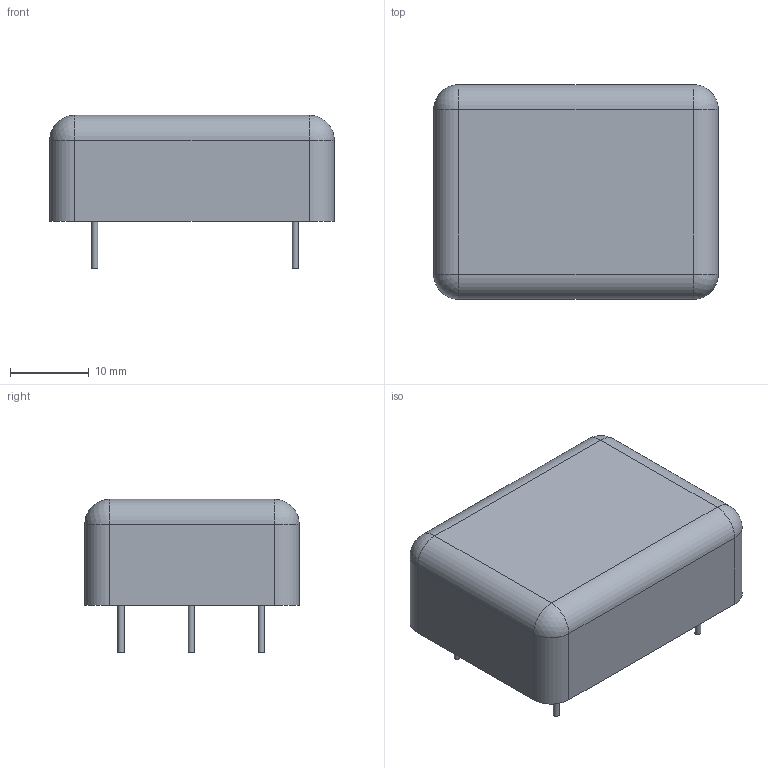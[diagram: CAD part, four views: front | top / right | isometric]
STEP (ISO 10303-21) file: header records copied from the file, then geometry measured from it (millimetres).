
FILE_DESCRIPTION(/* description */ (''),/* implementation_level */ '2;1');
FILE_NAME(/* name */ 'Bliley NV47X v1.step',/* time_stamp */ '2020-09-24T09:58:22-05:00',/* author */ (''),/* organization */ (''),/* preprocessor_version */ 'ST-DEVELOPER v18.1',/* originating_system */ 'Autodesk Translation Framework v9.3.0.1241',/* authorisation */ '');
FILE_SCHEMA (('AUTOMOTIVE_DESIGN { 1 0 10303 214 3 1 1 }'));
Length unit declared in the file: inch
Products named in the file (1): Bliley NV47X
Bounding box: 36.09 x 27.2 x 19.45 mm (x, y, z)
Volume: 12846.7 mm3; surface area: 3497.4 mm2
Topology: 1 solids, 1 shells, 38 faces, 66 edges, 40 vertices
Faces by surface type: cylinder 18, plane 16, sphere 4
Full cylindrical faces by diameter (mm): 0.762 x5, 3.81 x5
Entity records: 945 total; most frequent: DIRECTION 180, CARTESIAN_POINT 145, ORIENTED_EDGE 132, AXIS2_PLACEMENT_3D 75, EDGE_CURVE 66, EDGE_LOOP 48, VERTEX_POINT 40, FACE_OUTER_BOUND 38
